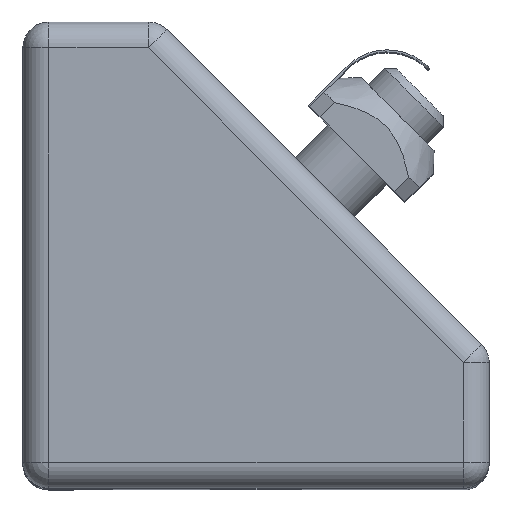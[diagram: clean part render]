
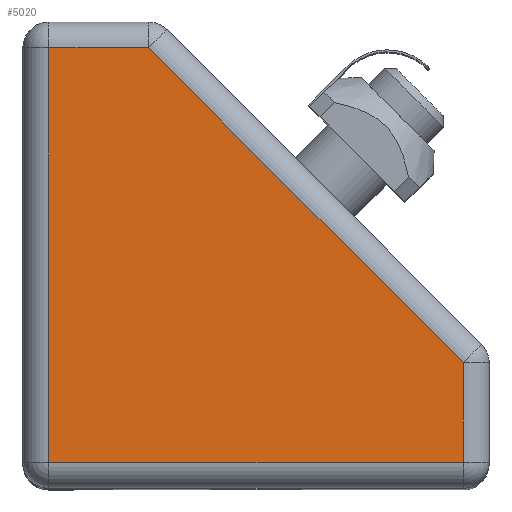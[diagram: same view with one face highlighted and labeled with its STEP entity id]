
A CAD part, top view. The second image highlights one B-rep face of the part: STEP entity #5020.
In plain terms, the highlighted planar face has unit normal (0, 0, 1).
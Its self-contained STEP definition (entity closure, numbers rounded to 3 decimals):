
#751=FACE_OUTER_BOUND('',#1006,.T.);
#1006=EDGE_LOOP('',(#4652,#4653,#4654,#4655,#4656));
#1575=LINE('',#9270,#1976);
#1576=LINE('',#9273,#1977);
#1579=LINE('',#9290,#1980);
#1580=LINE('',#9293,#1981);
#1583=LINE('',#9307,#1984);
#1976=VECTOR('',#6825,1.);
#1977=VECTOR('',#6828,1.);
#1980=VECTOR('',#6849,1.);
#1981=VECTOR('',#6852,1.);
#1984=VECTOR('',#6871,1.);
#2462=VERTEX_POINT('',#9262);
#2464=VERTEX_POINT('',#9268);
#2465=VERTEX_POINT('',#9272);
#2470=VERTEX_POINT('',#9288);
#2471=VERTEX_POINT('',#9292);
#3179=EDGE_CURVE('',#2464,#2462,#1575,.T.);
#3180=EDGE_CURVE('',#2462,#2465,#1576,.T.);
#3189=EDGE_CURVE('',#2470,#2464,#1579,.T.);
#3190=EDGE_CURVE('',#2465,#2471,#1580,.T.);
#3198=EDGE_CURVE('',#2471,#2470,#1583,.T.);
#4652=ORIENTED_EDGE('',*,*,#3179,.F.);
#4653=ORIENTED_EDGE('',*,*,#3189,.F.);
#4654=ORIENTED_EDGE('',*,*,#3198,.F.);
#4655=ORIENTED_EDGE('',*,*,#3190,.F.);
#4656=ORIENTED_EDGE('',*,*,#3180,.F.);
#4785=PLANE('',#5590);
#5020=ADVANCED_FACE('',(#751),#4785,.T.);
#5590=AXIS2_PLACEMENT_3D('',#9330,#6896,#6897);
#6825=DIRECTION('',(0.707,-0.707,0.));
#6828=DIRECTION('',(0.,-1.,0.));
#6849=DIRECTION('',(1.,0.,0.));
#6852=DIRECTION('',(-1.,0.,0.));
#6871=DIRECTION('',(0.,1.,0.));
#6896=DIRECTION('center_axis',(0.,0.,1.));
#6897=DIRECTION('ref_axis',(1.,0.,0.));
#9262=CARTESIAN_POINT('',(20.,-10.356,3.));
#9268=CARTESIAN_POINT('',(-10.356,20.,3.));
#9270=CARTESIAN_POINT('',(4.822,4.822,3.));
#9272=CARTESIAN_POINT('',(20.,-20.,3.));
#9273=CARTESIAN_POINT('',(20.,-9.32,3.));
#9288=CARTESIAN_POINT('',(-20.,20.,3.));
#9290=CARTESIAN_POINT('',(0.,20.,3.));
#9292=CARTESIAN_POINT('',(-20.,-20.,3.));
#9293=CARTESIAN_POINT('',(22.5,-20.,3.));
#9307=CARTESIAN_POINT('',(-20.,-15.91,3.));
#9330=CARTESIAN_POINT('Origin',(22.5,-9.32,3.));
